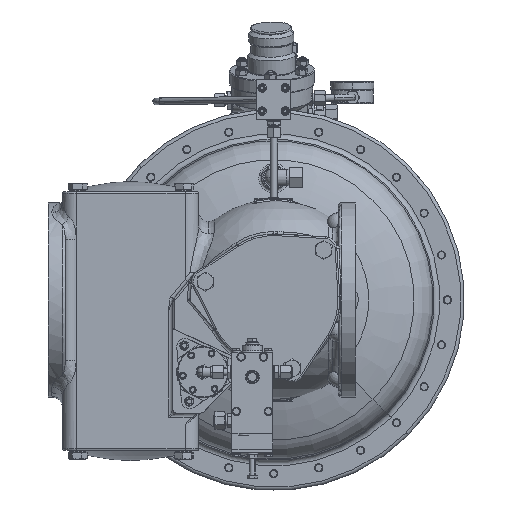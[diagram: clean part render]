
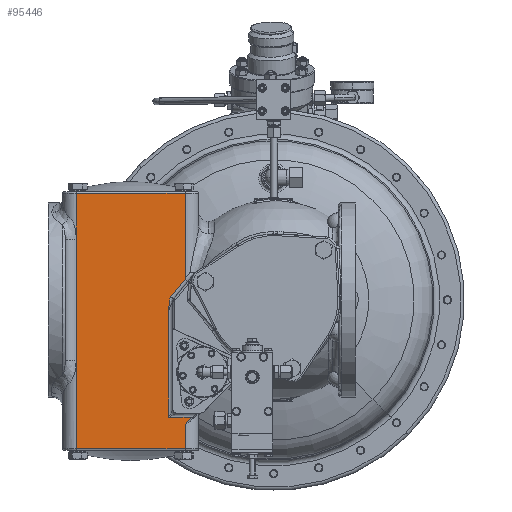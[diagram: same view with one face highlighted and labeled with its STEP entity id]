
A CAD part, front view. The second image highlights one B-rep face of the part: STEP entity #95446.
In plain terms, the highlighted planar face has unit normal (0, -1, 0).
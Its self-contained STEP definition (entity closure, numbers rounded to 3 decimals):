
#1128 = DIRECTION ( 'NONE',  ( 0., 0., -1. ) ) ;
#2624 = CARTESIAN_POINT ( 'NONE',  ( -151.359, -90., 3.796 ) ) ;
#2700 = FACE_OUTER_BOUND ( 'NONE', #19716, .T. ) ;
#6124 = DIRECTION ( 'NONE',  ( 0.629, 0., 0.777 ) ) ;
#8303 = CARTESIAN_POINT ( 'NONE',  ( -119.795, -90., -172. ) ) ;
#10127 = CARTESIAN_POINT ( 'NONE',  ( -153.734, -90., -8.565 ) ) ;
#10213 = CARTESIAN_POINT ( 'NONE',  ( -290., -90., -218.5 ) ) ;
#12161 = ORIENTED_EDGE ( 'NONE', *, *, #110866, .T. ) ;
#12999 = CARTESIAN_POINT ( 'NONE',  ( -153.438, -90., -3.478 ) ) ;
#13078 = CARTESIAN_POINT ( 'NONE',  ( -130., -90., -205. ) ) ;
#14480 = CARTESIAN_POINT ( 'NONE',  ( -152.346, -90., 1.912 ) ) ;
#15289 = DIRECTION ( 'NONE',  ( 0., 0., 1. ) ) ;
#16318 = LINE ( 'NONE', #138746, #38023 ) ;
#16735 = CARTESIAN_POINT ( 'NONE',  ( -290., -90., 156.5 ) ) ;
#17586 = LINE ( 'NONE', #62519, #47634 ) ;
#19716 = EDGE_LOOP ( 'NONE', ( #98518, #87430, #85106, #73908, #38849, #35364, #107272, #46770, #12161, #129703, #126700, #98190 ) ) ;
#19802 = CARTESIAN_POINT ( 'NONE',  ( -290., -90., -205. ) ) ;
#21213 = CARTESIAN_POINT ( 'NONE',  ( -153.874, -90., -11.959 ) ) ;
#23945 = VERTEX_POINT ( 'NONE', #112057 ) ;
#27538 = LINE ( 'NONE', #107167, #76718 ) ;
#28873 = VERTEX_POINT ( 'NONE', #8303 ) ;
#30307 = VECTOR ( 'NONE', #132778, 1000. ) ;
#31034 = CARTESIAN_POINT ( 'NONE',  ( -290., -90., -172. ) ) ;
#31167 = VECTOR ( 'NONE', #84606, 1000. ) ;
#32205 = CARTESIAN_POINT ( 'NONE',  ( -130., -90., -205. ) ) ;
#34347 = VERTEX_POINT ( 'NONE', #143331 ) ;
#34628 = CARTESIAN_POINT ( 'NONE',  ( -154., -90., -172. ) ) ;
#35364 = ORIENTED_EDGE ( 'NONE', *, *, #115657, .T. ) ;
#35858 = CARTESIAN_POINT ( 'NONE',  ( -290., -90., 156.5 ) ) ;
#36605 = CARTESIAN_POINT ( 'NONE',  ( -153.268, -90., -1.792 ) ) ;
#36838 = CARTESIAN_POINT ( 'NONE',  ( -290., -90., -89.142 ) ) ;
#37161 = VERTEX_POINT ( 'NONE', #36838 ) ;
#37399 = DIRECTION ( 'NONE',  ( 0., -1., 0. ) ) ;
#37693 = DIRECTION ( 'NONE',  ( 0., 0., 1. ) ) ;
#38023 = VECTOR ( 'NONE', #37693, 1000. ) ;
#38849 = ORIENTED_EDGE ( 'NONE', *, *, #105368, .T. ) ;
#44042 = CARTESIAN_POINT ( 'NONE',  ( -153.499, -90., -4.325 ) ) ;
#46479 = VERTEX_POINT ( 'NONE', #16735 ) ;
#46770 = ORIENTED_EDGE ( 'NONE', *, *, #98727, .T. ) ;
#46823 = EDGE_CURVE ( 'Defeature ausgef�hrt1_58+Defeature ausgef�hrt1_57+Defeature ausgef�hrt1_1024+Defeature ausgef�hrt1_65', #94023, #69426, #113254, .T. ) ;
#47607 = CARTESIAN_POINT ( 'NONE',  ( -153.158, -90., -0.953 ) ) ;
#47634 = VECTOR ( 'NONE', #142192, 1000. ) ;
#48561 = B_SPLINE_CURVE_WITH_KNOTS ( 'NONE', 3,
 ( #111160, #133272, #21213, #10127, #55114, #44042, #12999, #36605, #47607, #92624, #58721, #60884, #14480, #103685, #2624, #139092 ),
 .UNSPECIFIED., .F., .F.,
 ( 4, 2, 2, 2, 2, 2, 2, 4 ),
 ( 0., 0.005, 0.01, 0.013, 0.015, 0.017, 0.018, 0.02 ),
 .UNSPECIFIED. ) ;
#53265 = VECTOR ( 'NONE', #57249, 1000. ) ;
#53741 = CARTESIAN_POINT ( 'NONE',  ( -130., -90., -218.5 ) ) ;
#54745 = CARTESIAN_POINT ( 'NONE',  ( -118.028, -90., -170.232 ) ) ;
#55114 = CARTESIAN_POINT ( 'NONE',  ( -153.659, -90., -6.868 ) ) ;
#56324 = CARTESIAN_POINT ( 'NONE',  ( -130., -90., 30.173 ) ) ;
#57249 = DIRECTION ( 'NONE',  ( -1., 0., 0. ) ) ;
#58027 = VECTOR ( 'NONE', #85082, 1000. ) ;
#58721 = CARTESIAN_POINT ( 'NONE',  ( -152.772, -90., 0.697 ) ) ;
#60751 = CARTESIAN_POINT ( 'NONE',  ( -154., -90., -205. ) ) ;
#60884 = CARTESIAN_POINT ( 'NONE',  ( -152.504, -90., 1.51 ) ) ;
#60989 = CARTESIAN_POINT ( 'NONE',  ( -290., -90., -205. ) ) ;
#61928 = VECTOR ( 'NONE', #130653, 1000. ) ;
#62519 = CARTESIAN_POINT ( 'NONE',  ( -130., -90., -218.5 ) ) ;
#69426 = VERTEX_POINT ( 'NONE', #53741 ) ;
#71063 = AXIS2_PLACEMENT_3D ( 'NONE', #13078, #37399, #15289 ) ;
#72489 = EDGE_CURVE ( 'Defeature ausgef�hrt1_1354+Defeature ausgef�hrt1_57+Defeature ausgef�hrt1_1319+Defeature ausgef�hrt1_1631', #34347, #46479, #16318, .T. ) ;
#73908 = ORIENTED_EDGE ( 'NONE', *, *, #113609, .T. ) ;
#74084 = CARTESIAN_POINT ( 'NONE',  ( -150.817, -90., 4.466 ) ) ;
#76520 = VECTOR ( 'NONE', #98991, 1000. ) ;
#76718 = VECTOR ( 'NONE', #6124, 1000. ) ;
#77309 = DIRECTION ( 'NONE',  ( 0., 0., -1. ) ) ;
#82639 = VERTEX_POINT ( 'NONE', #74084 ) ;
#84606 = DIRECTION ( 'NONE',  ( 0., 0., 1. ) ) ;
#85082 = DIRECTION ( 'NONE',  ( 0., 0., 1. ) ) ;
#85106 = ORIENTED_EDGE ( 'NONE', *, *, #46823, .F. ) ;
#87430 = ORIENTED_EDGE ( 'NONE', *, *, #124232, .T. ) ;
#89972 = CARTESIAN_POINT ( 'NONE',  ( -130., -90., -182.205 ) ) ;
#91820 = EDGE_CURVE ( 'Defeature ausgef�hrt1_57+Defeature ausgef�hrt1_56+Defeature ausgef�hrt1_1317+Defeature ausgef�hrt1_67', #37161, #129152, #133312, .T. ) ;
#92624 = CARTESIAN_POINT ( 'NONE',  ( -152.883, -90., 0.287 ) ) ;
#92748 = VECTOR ( 'NONE', #77309, 1000. ) ;
#94023 = VERTEX_POINT ( 'NONE', #89972 ) ;
#95446 = ADVANCED_FACE ( 'Defeature ausgef�hrt1_57', ( #2700 ), #116310, .T. ) ;
#98190 = ORIENTED_EDGE ( 'NONE', *, *, #136336, .F. ) ;
#98518 = ORIENTED_EDGE ( 'NONE', *, *, #91820, .T. ) ;
#98727 = EDGE_CURVE ( 'Defeature ausgef�hrt1_57+Defeature ausgef�hrt1_1009+Defeature ausgef�hrt1_1010+Defeature ausgef�hrt1_1373', #82639, #145898, #27538, .T. ) ;
#98991 = DIRECTION ( 'NONE',  ( 0.707, 0., 0.707 ) ) ;
#100216 = VERTEX_POINT ( 'NONE', #111052 ) ;
#103433 = EDGE_CURVE ( 'Defeature ausgef�hrt1_57+Defeature ausgef�hrt1_1010+Defeature ausgef�hrt1_1084+Defeature ausgef�hrt1_1009', #100216, #82639, #48561, .T. ) ;
#103685 = CARTESIAN_POINT ( 'NONE',  ( -151.807, -90., 3.073 ) ) ;
#105368 = EDGE_CURVE ( 'Defeature ausgef�hrt1_57+Defeature ausgef�hrt1_1083+Defeature ausgef�hrt1_1024+Defeature ausgef�hrt1_1084', #28873, #130627, #109952, .T. ) ;
#107167 = CARTESIAN_POINT ( 'NONE',  ( -308.384, -90., -190.113 ) ) ;
#107272 = ORIENTED_EDGE ( 'NONE', *, *, #103433, .T. ) ;
#109952 = LINE ( 'NONE', #31034, #30307 ) ;
#110866 = EDGE_CURVE ( 'Defeature ausgef�hrt1_57+Defeature ausgef�hrt1_1373+Defeature ausgef�hrt1_1009+Defeature ausgef�hrt1_1633', #145898, #23945, #116148, .T. ) ;
#111052 = CARTESIAN_POINT ( 'NONE',  ( -154., -90., -15.354 ) ) ;
#111160 = CARTESIAN_POINT ( 'NONE',  ( -154., -90., -15.354 ) ) ;
#112057 = CARTESIAN_POINT ( 'NONE',  ( -130., -90., 156.5 ) ) ;
#113254 = LINE ( 'NONE', #32205, #114162 ) ;
#113609 = EDGE_CURVE ( 'Defeature ausgef�hrt1_57+Defeature ausgef�hrt1_1024+Defeature ausgef�hrt1_58+Defeature ausgef�hrt1_1083', #94023, #28873, #121146, .T. ) ;
#114162 = VECTOR ( 'NONE', #1128, 1000. ) ;
#115657 = EDGE_CURVE ( 'Defeature ausgef�hrt1_57+Defeature ausgef�hrt1_1084+Defeature ausgef�hrt1_1083+Defeature ausgef�hrt1_1010', #130627, #100216, #129325, .T. ) ;
#116148 = LINE ( 'NONE', #129917, #61928 ) ;
#116310 = PLANE ( 'NONE',  #71063 ) ;
#121146 = LINE ( 'NONE', #54745, #76520 ) ;
#124232 = EDGE_CURVE ( 'Defeature ausgef�hrt1_57+Defeature ausgef�hrt1_67+Defeature ausgef�hrt1_56+Defeature ausgef�hrt1_58', #129152, #69426, #17586, .T. ) ;
#126700 = ORIENTED_EDGE ( 'NONE', *, *, #72489, .F. ) ;
#127267 = EDGE_CURVE ( 'Defeature ausgef�hrt1_57+Defeature ausgef�hrt1_1633+Defeature ausgef�hrt1_1373+Defeature ausgef�hrt1_1354', #23945, #46479, #134711, .T. ) ;
#129152 = VERTEX_POINT ( 'NONE', #10213 ) ;
#129325 = LINE ( 'NONE', #60751, #58027 ) ;
#129703 = ORIENTED_EDGE ( 'NONE', *, *, #127267, .T. ) ;
#129917 = CARTESIAN_POINT ( 'NONE',  ( -130., -90., -205. ) ) ;
#130627 = VERTEX_POINT ( 'NONE', #34628 ) ;
#130653 = DIRECTION ( 'NONE',  ( 0., 0., 1. ) ) ;
#132778 = DIRECTION ( 'NONE',  ( -1., 0., 0. ) ) ;
#133272 = CARTESIAN_POINT ( 'NONE',  ( -153.937, -90., -13.657 ) ) ;
#133312 = LINE ( 'NONE', #19802, #92748 ) ;
#134711 = LINE ( 'NONE', #35858, #53265 ) ;
#136336 = EDGE_CURVE ( 'Defeature ausgef�hrt1_1317+Defeature ausgef�hrt1_57+Defeature ausgef�hrt1_1315+Defeature ausgef�hrt1_1319', #37161, #34347, #142132, .T. ) ;
#138746 = CARTESIAN_POINT ( 'NONE',  ( -290., -90., -205. ) ) ;
#139092 = CARTESIAN_POINT ( 'NONE',  ( -150.817, -90., 4.466 ) ) ;
#142132 = LINE ( 'NONE', #60989, #31167 ) ;
#142192 = DIRECTION ( 'NONE',  ( 1., 0., 0. ) ) ;
#143331 = CARTESIAN_POINT ( 'NONE',  ( -290., -90., 89.142 ) ) ;
#145898 = VERTEX_POINT ( 'NONE', #56324 ) ;
